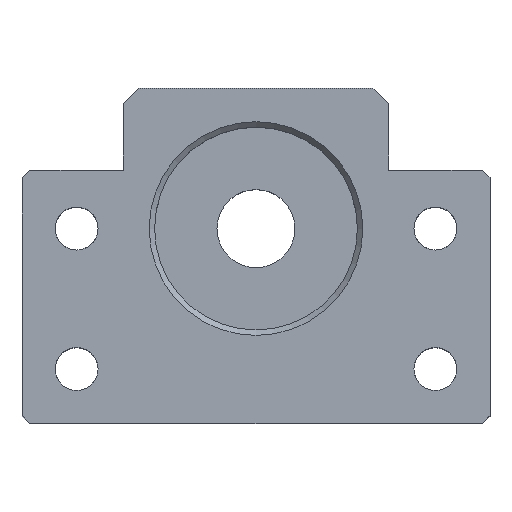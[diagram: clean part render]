
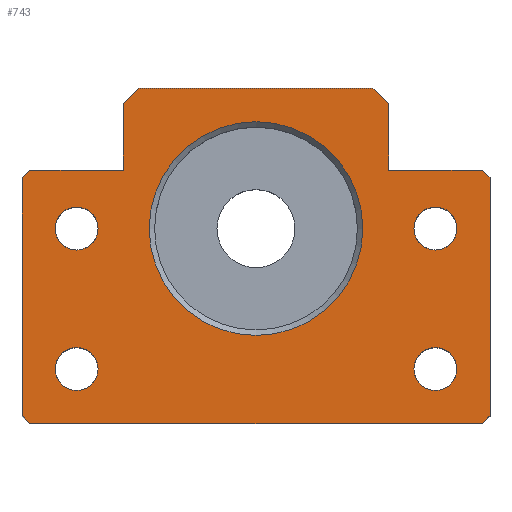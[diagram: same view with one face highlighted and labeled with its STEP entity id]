
A CAD part, top view. The second image highlights one B-rep face of the part: STEP entity #743.
In plain terms, the highlighted planar face has unit normal (0, 0, 1).
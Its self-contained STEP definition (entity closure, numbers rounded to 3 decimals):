
#36=PLANE('',#819);
#54=FACE_BOUND('',#188,.T.);
#55=FACE_BOUND('',#189,.T.);
#56=FACE_BOUND('',#190,.T.);
#57=FACE_BOUND('',#191,.T.);
#58=FACE_BOUND('',#192,.T.);
#134=FACE_OUTER_BOUND('',#187,.T.);
#187=EDGE_LOOP('',(#668,#669,#670,#671,#672,#673,#674,#675,#676,#677,#678,
#679,#680,#681));
#188=EDGE_LOOP('',(#682));
#189=EDGE_LOOP('',(#683));
#190=EDGE_LOOP('',(#684));
#191=EDGE_LOOP('',(#685));
#192=EDGE_LOOP('',(#686));
#216=LINE('',#1468,#275);
#220=LINE('',#1476,#279);
#223=LINE('',#1482,#282);
#226=LINE('',#1488,#285);
#229=LINE('',#1494,#288);
#232=LINE('',#1500,#291);
#235=LINE('',#1506,#294);
#238=LINE('',#1512,#297);
#241=LINE('',#1518,#300);
#244=LINE('',#1524,#303);
#247=LINE('',#1530,#306);
#250=LINE('',#1536,#309);
#253=LINE('',#1542,#312);
#256=LINE('',#1547,#315);
#275=VECTOR('',#935,1.);
#279=VECTOR('',#941,1.);
#282=VECTOR('',#946,1.);
#285=VECTOR('',#951,1.);
#288=VECTOR('',#956,1.);
#291=VECTOR('',#961,1.);
#294=VECTOR('',#966,1.);
#297=VECTOR('',#971,1.);
#300=VECTOR('',#976,1.);
#303=VECTOR('',#981,1.);
#306=VECTOR('',#986,1.);
#309=VECTOR('',#991,1.);
#312=VECTOR('',#996,1.);
#315=VECTOR('',#1001,1.);
#318=CIRCLE('',#762,13.7);
#329=CIRCLE('',#780,2.75);
#333=CIRCLE('',#787,2.75);
#335=CIRCLE('',#791,2.75);
#339=CIRCLE('',#798,2.75);
#342=VERTEX_POINT('',#1014);
#355=VERTEX_POINT('',#1096);
#365=VERTEX_POINT('',#1248);
#369=VERTEX_POINT('',#1302);
#379=VERTEX_POINT('',#1454);
#381=VERTEX_POINT('',#1466);
#382=VERTEX_POINT('',#1467);
#385=VERTEX_POINT('',#1475);
#387=VERTEX_POINT('',#1481);
#389=VERTEX_POINT('',#1487);
#391=VERTEX_POINT('',#1493);
#393=VERTEX_POINT('',#1499);
#395=VERTEX_POINT('',#1505);
#397=VERTEX_POINT('',#1511);
#399=VERTEX_POINT('',#1517);
#401=VERTEX_POINT('',#1523);
#403=VERTEX_POINT('',#1529);
#405=VERTEX_POINT('',#1535);
#407=VERTEX_POINT('',#1541);
#411=EDGE_CURVE('',#342,#342,#318,.T.);
#431=EDGE_CURVE('',#355,#355,#329,.T.);
#444=EDGE_CURVE('',#365,#365,#333,.T.);
#450=EDGE_CURVE('',#369,#369,#335,.T.);
#463=EDGE_CURVE('',#379,#379,#339,.T.);
#466=EDGE_CURVE('',#381,#382,#216,.T.);
#470=EDGE_CURVE('',#382,#385,#220,.T.);
#473=EDGE_CURVE('',#385,#387,#223,.T.);
#476=EDGE_CURVE('',#387,#389,#226,.T.);
#479=EDGE_CURVE('',#389,#391,#229,.T.);
#482=EDGE_CURVE('',#391,#393,#232,.T.);
#485=EDGE_CURVE('',#393,#395,#235,.T.);
#488=EDGE_CURVE('',#395,#397,#238,.T.);
#491=EDGE_CURVE('',#397,#399,#241,.T.);
#494=EDGE_CURVE('',#399,#401,#244,.T.);
#497=EDGE_CURVE('',#401,#403,#247,.T.);
#500=EDGE_CURVE('',#403,#405,#250,.T.);
#503=EDGE_CURVE('',#405,#407,#253,.T.);
#506=EDGE_CURVE('',#407,#381,#256,.T.);
#668=ORIENTED_EDGE('',*,*,#466,.F.);
#669=ORIENTED_EDGE('',*,*,#506,.F.);
#670=ORIENTED_EDGE('',*,*,#503,.F.);
#671=ORIENTED_EDGE('',*,*,#500,.F.);
#672=ORIENTED_EDGE('',*,*,#497,.F.);
#673=ORIENTED_EDGE('',*,*,#494,.F.);
#674=ORIENTED_EDGE('',*,*,#491,.F.);
#675=ORIENTED_EDGE('',*,*,#488,.F.);
#676=ORIENTED_EDGE('',*,*,#485,.F.);
#677=ORIENTED_EDGE('',*,*,#482,.F.);
#678=ORIENTED_EDGE('',*,*,#479,.F.);
#679=ORIENTED_EDGE('',*,*,#476,.F.);
#680=ORIENTED_EDGE('',*,*,#473,.F.);
#681=ORIENTED_EDGE('',*,*,#470,.F.);
#682=ORIENTED_EDGE('',*,*,#463,.T.);
#683=ORIENTED_EDGE('',*,*,#450,.T.);
#684=ORIENTED_EDGE('',*,*,#444,.T.);
#685=ORIENTED_EDGE('',*,*,#431,.T.);
#686=ORIENTED_EDGE('',*,*,#411,.T.);
#743=ADVANCED_FACE('',(#134,#54,#55,#56,#57,#58),#36,.T.);
#762=AXIS2_PLACEMENT_3D('',#1016,#831,#832);
#780=AXIS2_PLACEMENT_3D('',#1098,#874,#875);
#787=AXIS2_PLACEMENT_3D('',#1250,#891,#892);
#791=AXIS2_PLACEMENT_3D('',#1304,#901,#902);
#798=AXIS2_PLACEMENT_3D('',#1456,#918,#919);
#819=AXIS2_PLACEMENT_3D('',#1549,#1003,#1004);
#831=DIRECTION('center_axis',(0.,0.,-1.));
#832=DIRECTION('ref_axis',(0.,1.,0.));
#874=DIRECTION('center_axis',(0.,0.,-1.));
#875=DIRECTION('ref_axis',(1.,0.,0.));
#891=DIRECTION('center_axis',(0.,0.,-1.));
#892=DIRECTION('ref_axis',(1.,0.,0.));
#901=DIRECTION('center_axis',(0.,0.,-1.));
#902=DIRECTION('ref_axis',(1.,0.,0.));
#918=DIRECTION('center_axis',(0.,0.,-1.));
#919=DIRECTION('ref_axis',(1.,0.,0.));
#935=DIRECTION('',(-0.707,0.707,0.));
#941=DIRECTION('',(0.,1.,0.));
#946=DIRECTION('',(0.707,0.707,0.));
#951=DIRECTION('',(1.,0.,0.));
#956=DIRECTION('',(0.,1.,0.));
#961=DIRECTION('',(0.707,0.707,0.));
#966=DIRECTION('',(1.,0.,0.));
#971=DIRECTION('',(0.707,-0.707,0.));
#976=DIRECTION('',(0.,-1.,0.));
#981=DIRECTION('',(1.,0.,0.));
#986=DIRECTION('',(0.707,-0.707,0.));
#991=DIRECTION('',(0.,-1.,0.));
#996=DIRECTION('',(-0.707,-0.707,0.));
#1001=DIRECTION('',(-1.,0.,0.));
#1003=DIRECTION('center_axis',(0.,0.,1.));
#1004=DIRECTION('ref_axis',(1.,0.,0.));
#1014=CARTESIAN_POINT('',(0.,11.3,20.));
#1016=CARTESIAN_POINT('Origin',(0.,25.,20.));
#1096=CARTESIAN_POINT('',(-25.75,25.,20.));
#1098=CARTESIAN_POINT('Origin',(-23.,25.,20.));
#1248=CARTESIAN_POINT('',(-25.75,7.,20.));
#1250=CARTESIAN_POINT('Origin',(-23.,7.,20.));
#1302=CARTESIAN_POINT('',(20.25,25.,20.));
#1304=CARTESIAN_POINT('Origin',(23.,25.,20.));
#1454=CARTESIAN_POINT('',(20.25,7.,20.));
#1456=CARTESIAN_POINT('Origin',(23.,7.,20.));
#1466=CARTESIAN_POINT('',(-29.,0.,20.));
#1467=CARTESIAN_POINT('',(-30.,1.,20.));
#1468=CARTESIAN_POINT('',(-29.,0.,20.));
#1475=CARTESIAN_POINT('',(-30.,31.5,20.));
#1476=CARTESIAN_POINT('',(-30.,1.,20.));
#1481=CARTESIAN_POINT('',(-29.,32.5,20.));
#1482=CARTESIAN_POINT('',(-30.,31.5,20.));
#1487=CARTESIAN_POINT('',(-17.,32.5,20.));
#1488=CARTESIAN_POINT('',(-29.,32.5,20.));
#1493=CARTESIAN_POINT('',(-17.,41.,20.));
#1494=CARTESIAN_POINT('',(-17.,32.5,20.));
#1499=CARTESIAN_POINT('',(-15.,43.,20.));
#1500=CARTESIAN_POINT('',(-17.,41.,20.));
#1505=CARTESIAN_POINT('',(15.,43.,20.));
#1506=CARTESIAN_POINT('',(-15.,43.,20.));
#1511=CARTESIAN_POINT('',(17.,41.,20.));
#1512=CARTESIAN_POINT('',(17.,41.,20.));
#1517=CARTESIAN_POINT('',(17.,32.5,20.));
#1518=CARTESIAN_POINT('',(17.,32.5,20.));
#1523=CARTESIAN_POINT('',(29.,32.5,20.));
#1524=CARTESIAN_POINT('',(29.,32.5,20.));
#1529=CARTESIAN_POINT('',(30.,31.5,20.));
#1530=CARTESIAN_POINT('',(30.,31.5,20.));
#1535=CARTESIAN_POINT('',(30.,1.,20.));
#1536=CARTESIAN_POINT('',(30.,1.,20.));
#1541=CARTESIAN_POINT('',(29.,0.,20.));
#1542=CARTESIAN_POINT('',(29.,0.,20.));
#1547=CARTESIAN_POINT('',(-29.,0.,20.));
#1549=CARTESIAN_POINT('Origin',(0.,19.947,20.));
